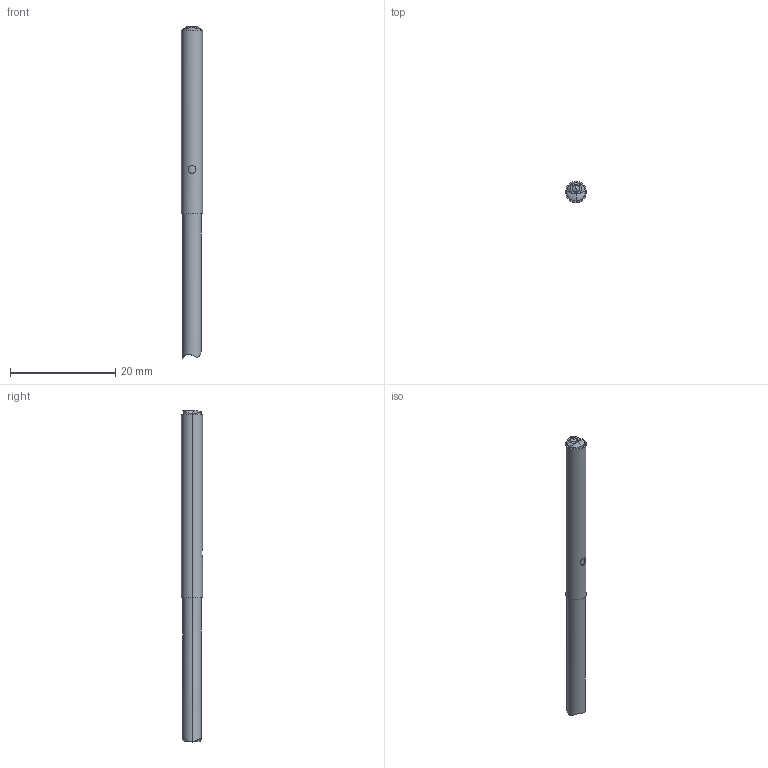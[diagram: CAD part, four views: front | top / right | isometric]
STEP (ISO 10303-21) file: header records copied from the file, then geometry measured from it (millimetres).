
FILE_DESCRIPTION((''),'2;1');
FILE_NAME('OP204901_SW0003','2018-10-01T09:58:32',('sgonin'),(''),'CREO PARAMETRIC BY PTC INC, 2017260','CREO PARAMETRIC BY PTC INC, 2017260','');
FILE_SCHEMA(('CONFIG_CONTROL_DESIGN'));
Length unit declared in the file: millimetre
Products named in the file (1): OP204901_SW0003
Bounding box: 4 x 4 x 63.18 mm (x, y, z)
Volume: 702.9 mm3; surface area: 790.1 mm2
Topology: 1 solids, 1 shells, 41 faces, 95 edges, 60 vertices
Faces by surface type: cylinder 14, plane 12, bspline 4, revolution 4, cone 4, torus 2, extrusion 1
Entity records: 2493 total; most frequent: CARTESIAN_POINT 1587, ORIENTED_EDGE 182, DIRECTION 157, EDGE_CURVE 91, AXIS2_PLACEMENT_3D 61, VERTEX_POINT 60, EDGE_LOOP 49, FACE_OUTER_BOUND 41
